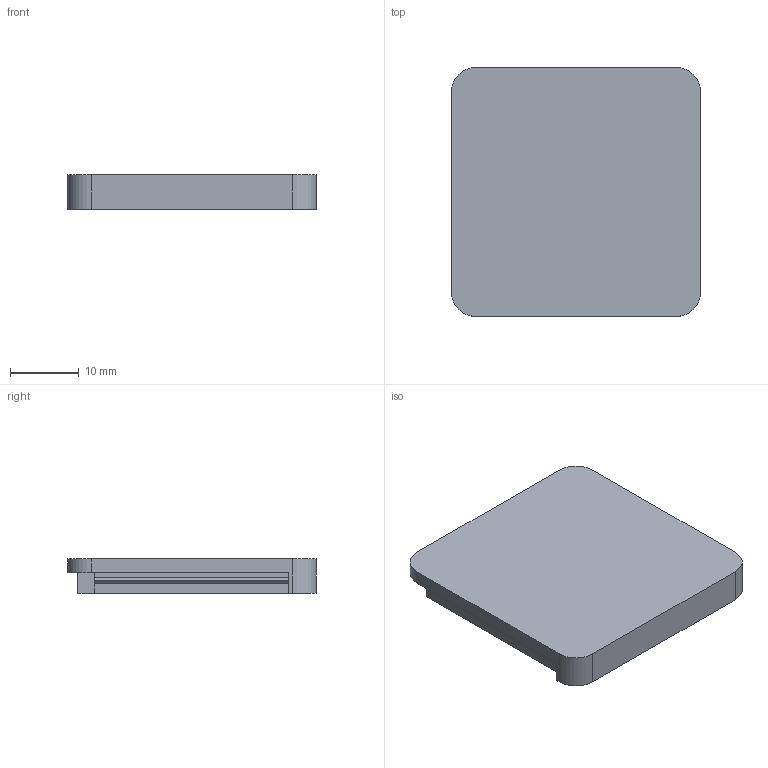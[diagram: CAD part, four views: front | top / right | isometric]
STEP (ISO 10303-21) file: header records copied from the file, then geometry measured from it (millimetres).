
FILE_DESCRIPTION(/* description */ (''),/* implementation_level */ '2;1');
FILE_NAME(/* name */ '盖子.step',/* time_stamp */ '2022-06-12T21:56:34+08:00',/* author */ (''),/* organization */ (''),/* preprocessor_version */ 'ST-DEVELOPER v19',/* originating_system */ 'Autodesk Translation Framework v11.7.0.108',/* authorisation */ '');
FILE_SCHEMA (('AUTOMOTIVE_DESIGN { 1 0 10303 214 3 1 1 }'));
Length unit declared in the file: millimetre
Products named in the file (1): 盖子
Bounding box: 36.2 x 36.2 x 5 mm (x, y, z)
Volume: 3493.1 mm3; surface area: 3763.3 mm2
Topology: 1 solids, 1 shells, 42 faces, 104 edges, 68 vertices
Faces by surface type: plane 35, cylinder 7
Full cylindrical faces by diameter (mm): 2.1 x2
Entity records: 1270 total; most frequent: CARTESIAN_POINT 215, ORIENTED_EDGE 208, DIRECTION 204, EDGE_CURVE 104, LINE 90, VECTOR 90, VERTEX_POINT 68, AXIS2_PLACEMENT_3D 57
